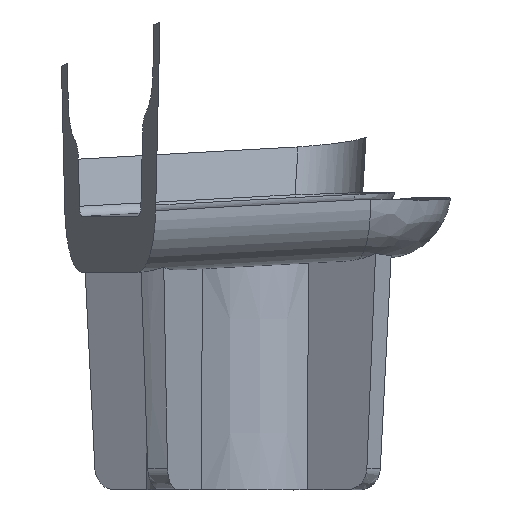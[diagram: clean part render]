
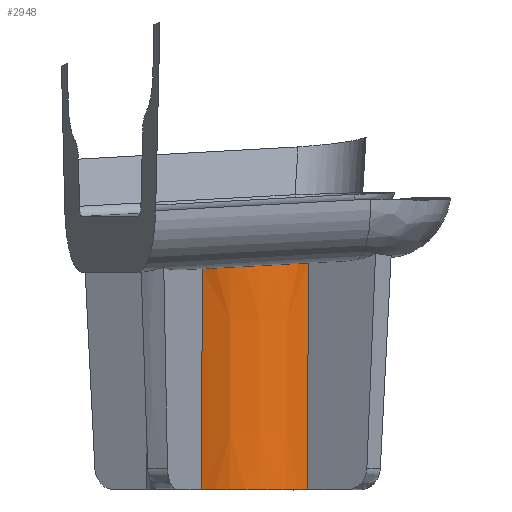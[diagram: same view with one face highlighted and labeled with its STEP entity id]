
A CAD part, top view. The second image highlights one B-rep face of the part: STEP entity #2948.
In plain terms, the highlighted conical face has half-angle 0.5 degrees and reference radius 4 mm.
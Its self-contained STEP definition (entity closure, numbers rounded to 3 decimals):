
#2948 = ADVANCED_FACE('',(#2949),#2967,.T.);
#2949 = FACE_BOUND('',#2950,.T.);
#2950 = EDGE_LOOP('',(#2951,#2977,#2993,#3012));
#2951 = ORIENTED_EDGE('',*,*,#2952,.T.);
#2952 = EDGE_CURVE('',#2953,#2955,#2957,.T.);
#2953 = VERTEX_POINT('',#2954);
#2954 = CARTESIAN_POINT('',(1721.383,-744.7,1047.396
    ));
#2955 = VERTEX_POINT('',#2956);
#2956 = CARTESIAN_POINT('',(1721.406,-734.573,
    1047.512));
#2957 = SURFACE_CURVE('',#2958,(#2966),.PCURVE_S1.);
#2958 = B_SPLINE_CURVE_WITH_KNOTS('',3,(#2959,#2960,#2961,#2962,#2963,
    #2964,#2965),.UNSPECIFIED.,.F.,.F.,(4,3,4),(0.,0.783,1.),
  .UNSPECIFIED.);
#2959 = CARTESIAN_POINT('',(1721.383,-744.7,1047.396
    ));
#2960 = CARTESIAN_POINT('',(1721.389,-742.057,
    1047.427));
#2961 = CARTESIAN_POINT('',(1721.395,-739.413,
    1047.457));
#2962 = CARTESIAN_POINT('',(1721.401,-736.77,
    1047.487));
#2963 = CARTESIAN_POINT('',(1721.403,-736.038,
    1047.495));
#2964 = CARTESIAN_POINT('',(1721.404,-735.305,
    1047.503));
#2965 = CARTESIAN_POINT('',(1721.406,-734.573,
    1047.512));
#2966 = PCURVE('',#2967,#2972);
#2967 = CONICAL_SURFACE('',#2968,4.,0.009);
#2968 = AXIS2_PLACEMENT_3D('',#2969,#2970,#2971);
#2969 = CARTESIAN_POINT('',(1718.196,-744.7,1044.979
    ));
#2970 = DIRECTION('',(0.,1.,0.));
#2971 = DIRECTION('',(0.866,-0.,0.5));
#2972 = DEFINITIONAL_REPRESENTATION('',(#2973),#2976);
#2973 = B_SPLINE_CURVE_WITH_KNOTS('',1,(#2974,#2975),.UNSPECIFIED.,.F.,
  .F.,(2,2),(0.,1.),.PIECEWISE_BEZIER_KNOTS.);
#2974 = CARTESIAN_POINT('',(6.158,0.));
#2975 = CARTESIAN_POINT('',(6.139,10.127));
#2976 = ( GEOMETRIC_REPRESENTATION_CONTEXT(2) 
PARAMETRIC_REPRESENTATION_CONTEXT() REPRESENTATION_CONTEXT('2D SPACE',''
  ) );
#2977 = ORIENTED_EDGE('',*,*,#2978,.T.);
#2978 = EDGE_CURVE('',#2955,#2979,#2981,.T.);
#2979 = VERTEX_POINT('',#2980);
#2980 = CARTESIAN_POINT('',(1716.682,-734.83,
    1048.774));
#2981 = SURFACE_CURVE('',#2982,(#2987),.PCURVE_S1.);
#2982 = ELLIPSE('',#2983,4.093,4.087);
#2983 = AXIS2_PLACEMENT_3D('',#2984,#2985,#2986);
#2984 = CARTESIAN_POINT('',(1718.198,-734.7,
    1044.979));
#2985 = DIRECTION('',(0.05,-0.999,
    -0.014));
#2986 = DIRECTION('',(0.963,0.052,-0.263)
  );
#2987 = PCURVE('',#2967,#2988);
#2988 = DEFINITIONAL_REPRESENTATION('',(#2989),#2992);
#2989 = B_SPLINE_CURVE_WITH_KNOTS('',1,(#2990,#2991),.UNSPECIFIED.,.F.,
  .F.,(2,2),(0.935,2.217),.PIECEWISE_BEZIER_KNOTS.);
#2990 = CARTESIAN_POINT('',(6.139,10.127));
#2991 = CARTESIAN_POINT('',(4.856,9.87));
#2992 = ( GEOMETRIC_REPRESENTATION_CONTEXT(2) 
PARAMETRIC_REPRESENTATION_CONTEXT() REPRESENTATION_CONTEXT('2D SPACE',''
  ) );
#2993 = ORIENTED_EDGE('',*,*,#2994,.F.);
#2994 = EDGE_CURVE('',#2995,#2979,#2997,.T.);
#2995 = VERTEX_POINT('',#2996);
#2996 = CARTESIAN_POINT('',(1716.645,-744.7,1048.666
    ));
#2997 = SURFACE_CURVE('',#2998,(#3006),.PCURVE_S1.);
#2998 = B_SPLINE_CURVE_WITH_KNOTS('',3,(#2999,#3000,#3001,#3002,#3003,
    #3004,#3005),.UNSPECIFIED.,.F.,.F.,(4,3,4),(0.,0.367,1.),
  .UNSPECIFIED.);
#2999 = CARTESIAN_POINT('',(1716.645,-744.7,1048.666
    ));
#3000 = CARTESIAN_POINT('',(1716.65,-743.494,
    1048.679));
#3001 = CARTESIAN_POINT('',(1716.654,-742.288,
    1048.693));
#3002 = CARTESIAN_POINT('',(1716.659,-741.081,
    1048.706));
#3003 = CARTESIAN_POINT('',(1716.666,-738.997,
    1048.729));
#3004 = CARTESIAN_POINT('',(1716.674,-736.913,
    1048.752));
#3005 = CARTESIAN_POINT('',(1716.682,-734.83,
    1048.774));
#3006 = PCURVE('',#2967,#3007);
#3007 = DEFINITIONAL_REPRESENTATION('',(#3008),#3011);
#3008 = B_SPLINE_CURVE_WITH_KNOTS('',1,(#3009,#3010),.UNSPECIFIED.,.F.,
  .F.,(2,2),(0.,1.),.PIECEWISE_BEZIER_KNOTS.);
#3009 = CARTESIAN_POINT('',(4.838,0.));
#3010 = CARTESIAN_POINT('',(4.856,9.87));
#3011 = ( GEOMETRIC_REPRESENTATION_CONTEXT(2) 
PARAMETRIC_REPRESENTATION_CONTEXT() REPRESENTATION_CONTEXT('2D SPACE',''
  ) );
#3012 = ORIENTED_EDGE('',*,*,#3013,.T.);
#3013 = EDGE_CURVE('',#2995,#2953,#3014,.T.);
#3014 = SURFACE_CURVE('',#3015,(#3020),.PCURVE_S1.);
#3015 = CIRCLE('',#3016,4.);
#3016 = AXIS2_PLACEMENT_3D('',#3017,#3018,#3019);
#3017 = CARTESIAN_POINT('',(1718.196,-744.7,1044.979
    ));
#3018 = DIRECTION('',(0.,1.,0.));
#3019 = DIRECTION('',(0.866,-0.,0.5));
#3020 = PCURVE('',#2967,#3021);
#3021 = DEFINITIONAL_REPRESENTATION('',(#3022),#3026);
#3022 = LINE('',#3023,#3024);
#3023 = CARTESIAN_POINT('',(0.,0.));
#3024 = VECTOR('',#3025,1.);
#3025 = DIRECTION('',(1.,0.));
#3026 = ( GEOMETRIC_REPRESENTATION_CONTEXT(2) 
PARAMETRIC_REPRESENTATION_CONTEXT() REPRESENTATION_CONTEXT('2D SPACE',''
  ) );
